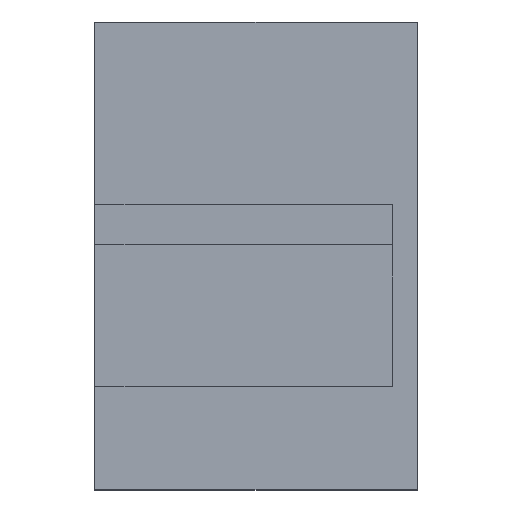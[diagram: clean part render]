
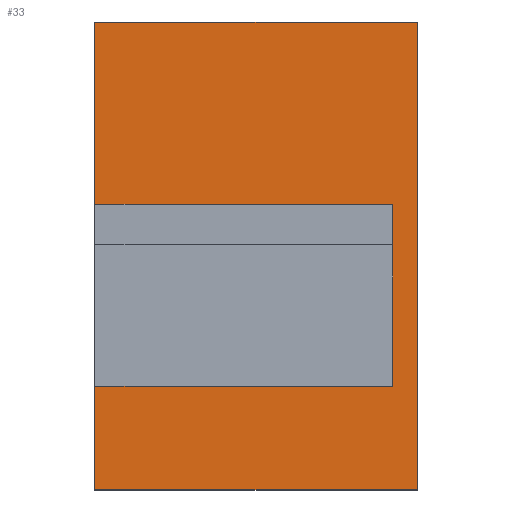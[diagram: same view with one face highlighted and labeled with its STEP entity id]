
A CAD part, top view. The second image highlights one B-rep face of the part: STEP entity #33.
In plain terms, the highlighted planar face has unit normal (0, 0, 1).
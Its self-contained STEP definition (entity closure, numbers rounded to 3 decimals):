
#33=ADVANCED_FACE('',(#52),#278,.T.);
#52=FACE_OUTER_BOUND('',#71,.T.);
#71=EDGE_LOOP('',(#146,#147,#148,#149,#150,#151,#152,#153));
#146=ORIENTED_EDGE('',*,*,#187,.F.);
#147=ORIENTED_EDGE('',*,*,#194,.F.);
#148=ORIENTED_EDGE('',*,*,#181,.F.);
#149=ORIENTED_EDGE('',*,*,#178,.F.);
#150=ORIENTED_EDGE('',*,*,#174,.F.);
#151=ORIENTED_EDGE('',*,*,#193,.F.);
#152=ORIENTED_EDGE('',*,*,#191,.F.);
#153=ORIENTED_EDGE('',*,*,#189,.F.);
#174=EDGE_CURVE('',#248,#249,#215,.T.);
#178=EDGE_CURVE('',#249,#252,#219,.T.);
#181=EDGE_CURVE('',#252,#254,#222,.T.);
#187=EDGE_CURVE('',#257,#256,#228,.T.);
#189=EDGE_CURVE('',#256,#258,#230,.T.);
#191=EDGE_CURVE('',#258,#259,#232,.T.);
#193=EDGE_CURVE('',#259,#248,#234,.T.);
#194=EDGE_CURVE('',#254,#257,#235,.T.);
#215=B_SPLINE_CURVE_WITH_KNOTS('',1,(#500,#501),.UNSPECIFIED.,.F.,.F.,(2,
2),(0.,1730.879),.UNSPECIFIED.);
#219=B_SPLINE_CURVE_WITH_KNOTS('',1,(#508,#509),.UNSPECIFIED.,.F.,.F.,(2,
2),(0.,2514.311),.UNSPECIFIED.);
#222=B_SPLINE_CURVE_WITH_KNOTS('',1,(#514,#515),.UNSPECIFIED.,.F.,.F.,(2,
2),(0.,1730.879),.UNSPECIFIED.);
#228=B_SPLINE_CURVE_WITH_KNOTS('',1,(#526,#527),.UNSPECIFIED.,.F.,.F.,(2,
2),(0.,1599.614),.UNSPECIFIED.);
#230=B_SPLINE_CURVE_WITH_KNOTS('',1,(#530,#531),.UNSPECIFIED.,.F.,.F.,(2,
2),(0.,219.21),.UNSPECIFIED.);
#232=B_SPLINE_CURVE_WITH_KNOTS('',1,(#534,#535),.UNSPECIFIED.,.F.,.F.,(2,
2),(0.,1599.614),.UNSPECIFIED.);
#234=B_SPLINE_CURVE_WITH_KNOTS('',1,(#538,#539),.UNSPECIFIED.,.F.,.F.,(2,
2),(0.,979.49),.UNSPECIFIED.);
#235=B_SPLINE_CURVE_WITH_KNOTS('',1,(#540,#541),.UNSPECIFIED.,.F.,.F.,(2,
2),(0.,1315.611),.UNSPECIFIED.);
#248=VERTEX_POINT('',#448);
#249=VERTEX_POINT('',#449);
#252=VERTEX_POINT('',#452);
#254=VERTEX_POINT('',#454);
#256=VERTEX_POINT('',#456);
#257=VERTEX_POINT('',#457);
#258=VERTEX_POINT('',#458);
#259=VERTEX_POINT('',#459);
#278=PLANE('',#387);
#387=AXIS2_PLACEMENT_3D('',#435,#410,$);
#410=DIRECTION('',(0.,0.,1.));
#435=CARTESIAN_POINT('',(-81.122,-1462.688,0.));
#448=CARTESIAN_POINT('',(92.086,1303.174,0.));
#449=CARTESIAN_POINT('',(1822.965,1303.174,0.));
#452=CARTESIAN_POINT('',(1822.965,-1211.137,0.));
#454=CARTESIAN_POINT('',(92.086,-1211.137,0.));
#456=CARTESIAN_POINT('',(1691.7,104.474,0.));
#457=CARTESIAN_POINT('',(92.086,104.474,0.));
#458=CARTESIAN_POINT('',(1691.7,323.685,0.));
#459=CARTESIAN_POINT('',(92.086,323.685,0.));
#500=CARTESIAN_POINT('',(92.086,1303.174,0.));
#501=CARTESIAN_POINT('',(1822.965,1303.174,0.));
#508=CARTESIAN_POINT('',(1822.965,1303.174,0.));
#509=CARTESIAN_POINT('',(1822.965,-1211.137,0.));
#514=CARTESIAN_POINT('',(1822.965,-1211.137,0.));
#515=CARTESIAN_POINT('',(92.086,-1211.137,0.));
#526=CARTESIAN_POINT('',(92.086,104.474,0.));
#527=CARTESIAN_POINT('',(1691.7,104.474,0.));
#530=CARTESIAN_POINT('',(1691.7,104.474,0.));
#531=CARTESIAN_POINT('',(1691.7,323.685,0.));
#534=CARTESIAN_POINT('',(1691.7,323.685,0.));
#535=CARTESIAN_POINT('',(92.086,323.685,0.));
#538=CARTESIAN_POINT('',(92.086,323.685,0.));
#539=CARTESIAN_POINT('',(92.086,1303.174,0.));
#540=CARTESIAN_POINT('',(92.086,-1211.137,0.));
#541=CARTESIAN_POINT('',(92.086,104.474,0.));
